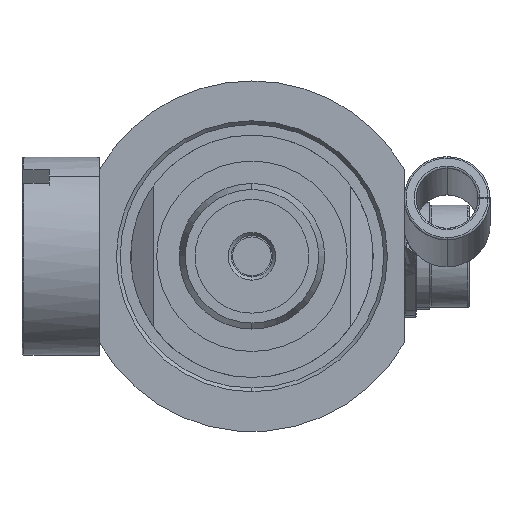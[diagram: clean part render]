
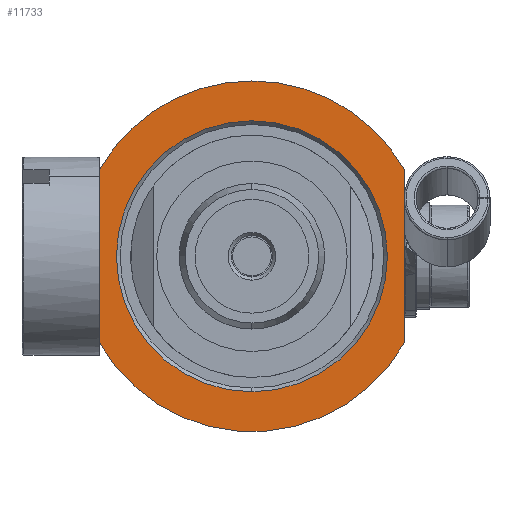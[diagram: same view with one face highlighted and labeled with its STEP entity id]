
A CAD part, left-side view. The second image highlights one B-rep face of the part: STEP entity #11733.
In plain terms, the highlighted planar face has unit normal (-1, 0, 0).
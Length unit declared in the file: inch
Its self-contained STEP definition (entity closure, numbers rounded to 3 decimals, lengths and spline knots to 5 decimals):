
#28 = EDGE_CURVE ( 'NONE', #2882, #2106, #7901, .T. ) ;
#67 = DIRECTION ( 'NONE',  ( 0., 0., 1. ) ) ;
#356 = DIRECTION ( 'NONE',  ( 0., 0., 1. ) ) ;
#792 = VERTEX_POINT ( 'NONE', #6392 ) ;
#951 = PLANE ( 'NONE',  #14102 ) ;
#2106 = VERTEX_POINT ( 'NONE', #5351 ) ;
#2286 = AXIS2_PLACEMENT_3D ( 'NONE', #14541, #8546, #8446 ) ;
#2600 = FACE_BOUND ( 'NONE', #7956, .T. ) ;
#2882 = VERTEX_POINT ( 'NONE', #14388 ) ;
#3442 = VERTEX_POINT ( 'NONE', #7583 ) ;
#3532 = DIRECTION ( 'NONE',  ( -1., 0., 0. ) ) ;
#3583 = DIRECTION ( 'NONE',  ( 0., 0., -1. ) ) ;
#3623 = VECTOR ( 'NONE', #8253, 39.37008 ) ;
#4347 = ORIENTED_EDGE ( 'NONE', *, *, #12390, .T. ) ;
#4451 = AXIS2_PLACEMENT_3D ( 'NONE', #8502, #3532, #67 ) ;
#4758 = EDGE_CURVE ( 'NONE', #2106, #2882, #14338, .T. ) ;
#4906 = ORIENTED_EDGE ( 'NONE', *, *, #10638, .T. ) ;
#5351 = CARTESIAN_POINT ( 'NONE',  ( -0.578, 0., -0.35 ) ) ;
#5662 = VERTEX_POINT ( 'NONE', #10572 ) ;
#5787 = CARTESIAN_POINT ( 'NONE',  ( -0.578, -0.394, -0.35 ) ) ;
#6081 = DIRECTION ( 'NONE',  ( 1., 0., 0. ) ) ;
#6392 = CARTESIAN_POINT ( 'NONE',  ( -0.578, 0.394, 0.22355 ) ) ;
#6432 = CARTESIAN_POINT ( 'NONE',  ( -0.578, 0., 0. ) ) ;
#6478 = DIRECTION ( 'NONE',  ( 0., 0., 1. ) ) ;
#6497 = CIRCLE ( 'NONE', #2286, 0.453 ) ;
#6968 = AXIS2_PLACEMENT_3D ( 'NONE', #10909, #7732, #13728 ) ;
#7124 = ORIENTED_EDGE ( 'NONE', *, *, #14365, .T. ) ;
#7242 = DIRECTION ( 'NONE',  ( 0., 0., -1. ) ) ;
#7576 = CARTESIAN_POINT ( 'NONE',  ( -0.578, 0., 0. ) ) ;
#7583 = CARTESIAN_POINT ( 'NONE',  ( -0.578, 0.394, -0.22355 ) ) ;
#7732 = DIRECTION ( 'NONE',  ( -1., 0., 0. ) ) ;
#7734 = DIRECTION ( 'NONE',  ( -1., 0., 0. ) ) ;
#7752 = ORIENTED_EDGE ( 'NONE', *, *, #11832, .T. ) ;
#7901 = CIRCLE ( 'NONE', #4451, 0.35 ) ;
#7946 = LINE ( 'NONE', #8561, #10412 ) ;
#7956 = EDGE_LOOP ( 'NONE', ( #14162, #13904 ) ) ;
#8253 = DIRECTION ( 'NONE',  ( 0., 0., 1. ) ) ;
#8446 = DIRECTION ( 'NONE',  ( 0., 0., 1. ) ) ;
#8502 = CARTESIAN_POINT ( 'NONE',  ( -0.578, 0., 0. ) ) ;
#8546 = DIRECTION ( 'NONE',  ( -1., 0., 0. ) ) ;
#8561 = CARTESIAN_POINT ( 'NONE',  ( -0.578, 0.394, -0.35 ) ) ;
#9167 = LINE ( 'NONE', #5787, #3623 ) ;
#9354 = VERTEX_POINT ( 'NONE', #12164 ) ;
#9484 = CARTESIAN_POINT ( 'NONE',  ( -0.578, 0., -0.35 ) ) ;
#10232 = EDGE_LOOP ( 'NONE', ( #4906, #4347, #12030, #7124, #7752 ) ) ;
#10412 = VECTOR ( 'NONE', #3583, 39.37008 ) ;
#10572 = CARTESIAN_POINT ( 'NONE',  ( -0.578, 0., 0.453 ) ) ;
#10638 = EDGE_CURVE ( 'NONE', #3442, #9354, #10998, .T. ) ;
#10650 = AXIS2_PLACEMENT_3D ( 'NONE', #7576, #14847, #6478 ) ;
#10909 = CARTESIAN_POINT ( 'NONE',  ( -0.578, 0., 0. ) ) ;
#10998 = CIRCLE ( 'NONE', #6968, 0.453 ) ;
#11733 = ADVANCED_FACE ( 'NONE', ( #2600, #14409 ), #951, .F. ) ;
#11832 = EDGE_CURVE ( 'NONE', #792, #3442, #7946, .T. ) ;
#11852 = EDGE_CURVE ( 'NONE', #13590, #5662, #12876, .T. ) ;
#12030 = ORIENTED_EDGE ( 'NONE', *, *, #11852, .T. ) ;
#12113 = AXIS2_PLACEMENT_3D ( 'NONE', #6432, #7734, #356 ) ;
#12164 = CARTESIAN_POINT ( 'NONE',  ( -0.578, -0.394, -0.22355 ) ) ;
#12390 = EDGE_CURVE ( 'NONE', #9354, #13590, #9167, .T. ) ;
#12876 = CIRCLE ( 'NONE', #10650, 0.453 ) ;
#13590 = VERTEX_POINT ( 'NONE', #15432 ) ;
#13728 = DIRECTION ( 'NONE',  ( 0., 0., 1. ) ) ;
#13904 = ORIENTED_EDGE ( 'NONE', *, *, #4758, .F. ) ;
#14102 = AXIS2_PLACEMENT_3D ( 'NONE', #9484, #6081, #7242 ) ;
#14162 = ORIENTED_EDGE ( 'NONE', *, *, #28, .F. ) ;
#14338 = CIRCLE ( 'NONE', #12113, 0.35 ) ;
#14365 = EDGE_CURVE ( 'NONE', #5662, #792, #6497, .T. ) ;
#14388 = CARTESIAN_POINT ( 'NONE',  ( -0.578, 0., 0.35 ) ) ;
#14409 = FACE_OUTER_BOUND ( 'NONE', #10232, .T. ) ;
#14541 = CARTESIAN_POINT ( 'NONE',  ( -0.578, 0., 0. ) ) ;
#14847 = DIRECTION ( 'NONE',  ( -1., 0., 0. ) ) ;
#15432 = CARTESIAN_POINT ( 'NONE',  ( -0.578, -0.394, 0.22355 ) ) ;
